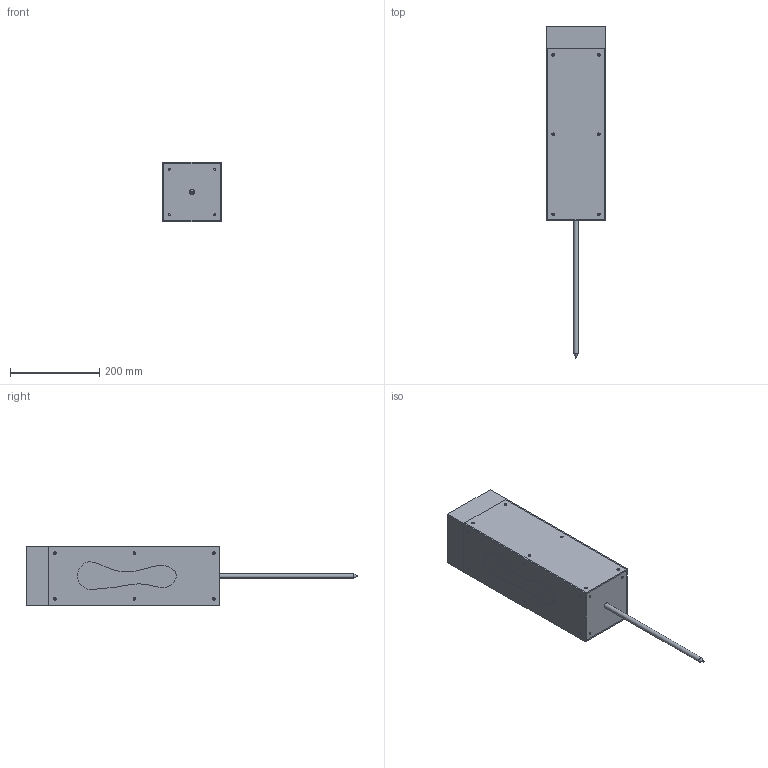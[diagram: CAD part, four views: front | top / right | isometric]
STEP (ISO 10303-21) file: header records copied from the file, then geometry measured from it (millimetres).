
FILE_DESCRIPTION (( 'STEP AP214' ), '1' );
FILE_NAME ('Root Final Assembly.STEP', '2024-12-08T21:33:58', ( '' ), ( '' ), 'SwSTEP 2.0', 'SolidWorks 2024', '' );
FILE_SCHEMA (( 'AUTOMOTIVE_DESIGN' ));
Length unit declared in the file: millimetre
Products named in the file (17): Electronics; CornerBracket; electronics holder; Root Final Assembly; Electronics Parts; Panel (1); dummymotor; Small panel (1); spike; 4976N34_T-Slotted Framing Fasteners_4976N34; cutout; RootLocking (1); Aluminum 25 long; base plate; motor plate; panel with cutout; BatteryHolder (3)
Assembly tree (24 placements, depth 3):
  Root Final Assembly
    base plate
    Aluminum 25 long  x4
    motor plate
    dummymotor
    BatteryHolder (3)
    Electronics Parts
      Electronics
      electronics holder
    RootLocking (1)
    Small panel (1)  x2
    4976N34_T-Slotted Framing Fasteners_4976N34
    CornerBracket  x4
    panel with cutout  x2
      Panel (1)
      cutout
    spike
Bounding box: 133.35 x 742.39 x 133.35 mm (x, y, z)
Volume: 2093311.3 mm3; surface area: 1074481.8 mm2
Topology: 23 solids, 25 shells, 1203 faces, 3300 edges, 2197 vertices
Faces by surface type: cylinder 722, plane 426, bspline 47, torus 4, cone 4
Entity records: 34078 total; most frequent: CARTESIAN_POINT 8695, DIRECTION 5327, ORIENTED_EDGE 4986, EDGE_CURVE 2493, AXIS2_PLACEMENT_3D 2049, VERTEX_POINT 1659, EDGE_LOOP 1398, VECTOR 1229
